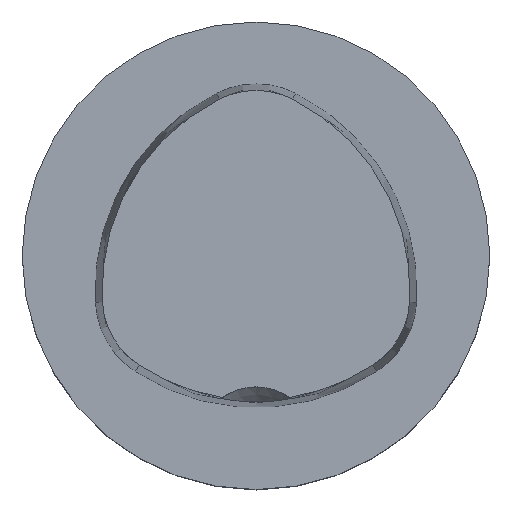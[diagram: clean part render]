
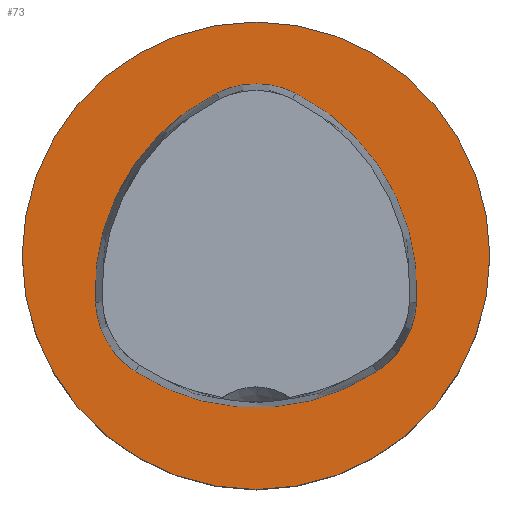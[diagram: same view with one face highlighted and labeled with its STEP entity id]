
A CAD part, top view. The second image highlights one B-rep face of the part: STEP entity #73.
In plain terms, the highlighted planar face has unit normal (0, 0, 1).
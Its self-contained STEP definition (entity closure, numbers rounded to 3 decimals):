
#35=FACE_BOUND('',#106,.T.);
#36=FACE_BOUND('',#107,.T.);
#47=PLANE('',#277);
#73=ADVANCED_FACE('',(#35,#36),#47,.F.);
#106=EDGE_LOOP('',(#181,#182,#183,#184,#185,#186));
#107=EDGE_LOOP('',(#187));
#121=CIRCLE('',#255,15.063);
#124=CIRCLE('',#259,6.063);
#126=CIRCLE('',#262,6.063);
#128=CIRCLE('',#265,15.063);
#130=CIRCLE('',#268,6.063);
#132=CIRCLE('',#271,15.063);
#134=CIRCLE('',#276,16.0);
#181=ORIENTED_EDGE('',*,*,#238,.F.);
#182=ORIENTED_EDGE('',*,*,#240,.F.);
#183=ORIENTED_EDGE('',*,*,#228,.F.);
#184=ORIENTED_EDGE('',*,*,#224,.F.);
#185=ORIENTED_EDGE('',*,*,#232,.F.);
#186=ORIENTED_EDGE('',*,*,#235,.F.);
#187=ORIENTED_EDGE('',*,*,#242,.F.);
#201=VERTEX_POINT('',#397);
#202=VERTEX_POINT('',#399);
#205=VERTEX_POINT('',#407);
#207=VERTEX_POINT('',#413);
#209=VERTEX_POINT('',#419);
#211=VERTEX_POINT('',#425);
#213=VERTEX_POINT('',#436);
#224=EDGE_CURVE('',#201,#202,#121,.T.);
#228=EDGE_CURVE('',#202,#205,#124,.T.);
#232=EDGE_CURVE('',#207,#201,#126,.T.);
#235=EDGE_CURVE('',#209,#207,#128,.T.);
#238=EDGE_CURVE('',#211,#209,#130,.T.);
#240=EDGE_CURVE('',#205,#211,#132,.T.);
#242=EDGE_CURVE('',#213,#213,#134,.T.);
#255=AXIS2_PLACEMENT_3D('',#398,#302,#303);
#259=AXIS2_PLACEMENT_3D('',#406,#311,#312);
#262=AXIS2_PLACEMENT_3D('',#414,#319,#320);
#265=AXIS2_PLACEMENT_3D('',#420,#326,#327);
#268=AXIS2_PLACEMENT_3D('',#426,#333,#334);
#271=AXIS2_PLACEMENT_3D('',#429,#339,#340);
#276=AXIS2_PLACEMENT_3D('',#435,#349,#350);
#277=AXIS2_PLACEMENT_3D('',#437,#351,#352);
#302=DIRECTION('',(0.0,0.0,1.0));
#303=DIRECTION('',(1.0,0.0,0.0));
#311=DIRECTION('',(0.0,0.0,1.0));
#312=DIRECTION('',(1.0,0.0,0.0));
#319=DIRECTION('',(0.0,0.0,1.0));
#320=DIRECTION('',(1.0,0.0,0.0));
#326=DIRECTION('',(0.0,0.0,1.0));
#327=DIRECTION('',(1.0,0.0,0.0));
#333=DIRECTION('',(0.0,0.0,1.0));
#334=DIRECTION('',(1.0,0.0,0.0));
#339=DIRECTION('',(0.0,0.0,1.0));
#340=DIRECTION('',(1.0,0.0,0.0));
#349=DIRECTION('',(0.0,0.0,-1.0));
#350=DIRECTION('',(-1.0,0.0,0.0));
#351=DIRECTION('',(0.0,0.0,-1.0));
#352=DIRECTION('',(-1.0,0.0,0.0));
#397=CARTESIAN_POINT('',(-8.262,-7.919,0.));
#398=CARTESIAN_POINT('',(0.0,4.675,0.0));
#399=CARTESIAN_POINT('',(8.262,-7.919,0.));
#406=CARTESIAN_POINT('',(4.936,-2.85,0.0));
#407=CARTESIAN_POINT('',(10.989,-3.195,0.));
#413=CARTESIAN_POINT('',(-10.989,-3.195,0.0));
#414=CARTESIAN_POINT('',(-4.936,-2.85,0.0));
#419=CARTESIAN_POINT('',(-2.728,11.115,0.));
#420=CARTESIAN_POINT('',(4.049,-2.338,0.0));
#425=CARTESIAN_POINT('',(2.728,11.115,0.));
#426=CARTESIAN_POINT('',(0.0,5.7,0.0));
#429=CARTESIAN_POINT('',(-4.049,-2.338,0.0));
#435=CARTESIAN_POINT('',(0.0,0.0,0.0));
#436=CARTESIAN_POINT('',(-16.0,0.0,0.0));
#437=CARTESIAN_POINT('',(0.0,-10.387,0.));
